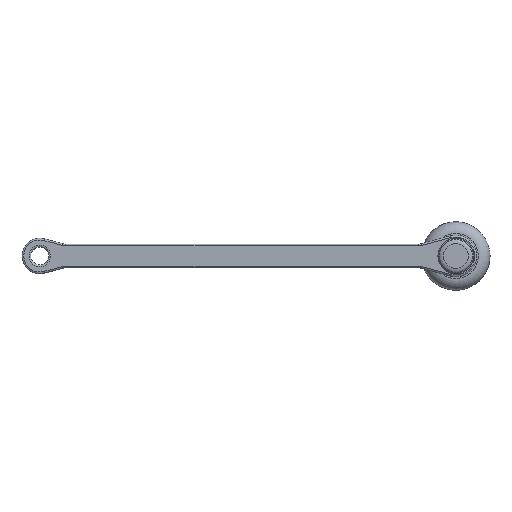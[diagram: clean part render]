
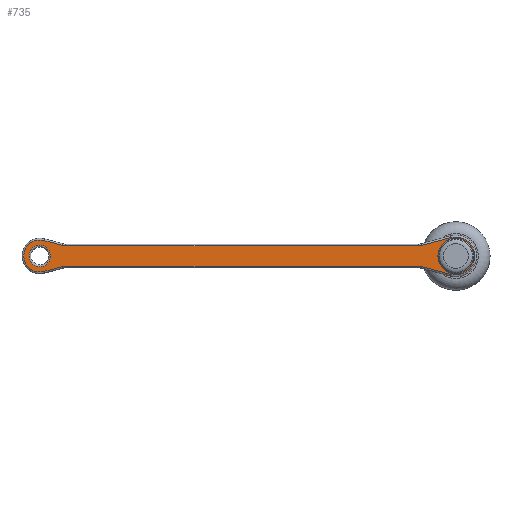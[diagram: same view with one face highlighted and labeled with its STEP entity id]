
A CAD part, left-side view. The second image highlights one B-rep face of the part: STEP entity #735.
In plain terms, the highlighted planar face has unit normal (-1, 0, 0).
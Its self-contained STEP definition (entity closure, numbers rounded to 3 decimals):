
#495=FACE_BOUND('',#1212,.T.);
#496=FACE_BOUND('',#1213,.T.);
#497=FACE_BOUND('',#1214,.T.);
#565=PLANE('',#3852);
#735=ADVANCED_FACE('',(#495,#496,#497),#565,.F.);
#1212=EDGE_LOOP('',(#2445));
#1213=EDGE_LOOP('',(#2446));
#1214=EDGE_LOOP('',(#2447,#2448,#2449,#2450,#2451,#2452,#2453,#2454,#2455,
#2456,#2457,#2458));
#1519=LINE('',#7708,#1668);
#1520=LINE('',#7713,#1669);
#1521=LINE('',#7717,#1670);
#1522=LINE('',#7721,#1671);
#1523=LINE('',#7725,#1672);
#1524=LINE('',#7729,#1673);
#1668=VECTOR('',#4682,1.);
#1669=VECTOR('',#4685,1.);
#1670=VECTOR('',#4688,1.);
#1671=VECTOR('',#4691,1.);
#1672=VECTOR('',#4694,1.);
#1673=VECTOR('',#4697,1.);
#2445=ORIENTED_EDGE('',*,*,#3293,.T.);
#2446=ORIENTED_EDGE('',*,*,#3294,.T.);
#2447=ORIENTED_EDGE('',*,*,#3295,.T.);
#2448=ORIENTED_EDGE('',*,*,#3296,.T.);
#2449=ORIENTED_EDGE('',*,*,#3297,.T.);
#2450=ORIENTED_EDGE('',*,*,#3298,.T.);
#2451=ORIENTED_EDGE('',*,*,#3299,.T.);
#2452=ORIENTED_EDGE('',*,*,#3300,.T.);
#2453=ORIENTED_EDGE('',*,*,#3301,.T.);
#2454=ORIENTED_EDGE('',*,*,#3302,.T.);
#2455=ORIENTED_EDGE('',*,*,#3303,.T.);
#2456=ORIENTED_EDGE('',*,*,#3304,.T.);
#2457=ORIENTED_EDGE('',*,*,#3305,.T.);
#2458=ORIENTED_EDGE('',*,*,#3306,.T.);
#2865=VERTEX_POINT('',#7705);
#2866=VERTEX_POINT('',#7707);
#2867=VERTEX_POINT('',#7709);
#2868=VERTEX_POINT('',#7710);
#2869=VERTEX_POINT('',#7712);
#2870=VERTEX_POINT('',#7714);
#2871=VERTEX_POINT('',#7716);
#2872=VERTEX_POINT('',#7718);
#2873=VERTEX_POINT('',#7720);
#2874=VERTEX_POINT('',#7722);
#2875=VERTEX_POINT('',#7724);
#2876=VERTEX_POINT('',#7726);
#2877=VERTEX_POINT('',#7728);
#2878=VERTEX_POINT('',#7730);
#3293=EDGE_CURVE('',#2865,#2865,#3494,.T.);
#3294=EDGE_CURVE('',#2866,#2866,#3495,.T.);
#3295=EDGE_CURVE('',#2867,#2868,#1519,.T.);
#3296=EDGE_CURVE('',#2868,#2869,#3496,.T.);
#3297=EDGE_CURVE('',#2869,#2870,#1520,.T.);
#3298=EDGE_CURVE('',#2870,#2871,#3497,.T.);
#3299=EDGE_CURVE('',#2871,#2872,#1521,.T.);
#3300=EDGE_CURVE('',#2872,#2873,#3498,.T.);
#3301=EDGE_CURVE('',#2873,#2874,#1522,.T.);
#3302=EDGE_CURVE('',#2874,#2875,#3499,.T.);
#3303=EDGE_CURVE('',#2875,#2876,#1523,.T.);
#3304=EDGE_CURVE('',#2876,#2877,#3500,.T.);
#3305=EDGE_CURVE('',#2877,#2878,#1524,.T.);
#3306=EDGE_CURVE('',#2878,#2867,#3501,.T.);
#3494=CIRCLE('',#3844,2.25);
#3495=CIRCLE('',#3845,1.8);
#3496=CIRCLE('',#3846,2.3);
#3497=CIRCLE('',#3847,2.3);
#3498=CIRCLE('',#3848,2.7);
#3499=CIRCLE('',#3849,2.3);
#3500=CIRCLE('',#3850,2.3);
#3501=CIRCLE('',#3851,3.2);
#3844=AXIS2_PLACEMENT_3D('',#7704,#4678,#4679);
#3845=AXIS2_PLACEMENT_3D('',#7706,#4680,#4681);
#3846=AXIS2_PLACEMENT_3D('',#7711,#4683,#4684);
#3847=AXIS2_PLACEMENT_3D('',#7715,#4686,#4687);
#3848=AXIS2_PLACEMENT_3D('',#7719,#4689,#4690);
#3849=AXIS2_PLACEMENT_3D('',#7723,#4692,#4693);
#3850=AXIS2_PLACEMENT_3D('',#7727,#4695,#4696);
#3851=AXIS2_PLACEMENT_3D('',#7731,#4698,#4699);
#3852=AXIS2_PLACEMENT_3D('',#7732,#4700,#4701);
#4678=DIRECTION('',(1.,0.,0.));
#4679=DIRECTION('',(0.,0.,-1.));
#4680=DIRECTION('',(1.,0.,0.));
#4681=DIRECTION('',(0.,0.,1.));
#4682=DIRECTION('',(0.,0.966,-0.259));
#4683=DIRECTION('',(1.,0.,0.));
#4684=DIRECTION('',(0.,0.,1.));
#4685=DIRECTION('',(0.,1.,0.));
#4686=DIRECTION('',(1.,0.,0.));
#4687=DIRECTION('',(0.,0.,1.));
#4688=DIRECTION('',(0.,0.966,0.259));
#4689=DIRECTION('',(-1.,0.,0.));
#4690=DIRECTION('',(0.,0.,1.));
#4691=DIRECTION('',(0.,-0.966,0.259));
#4692=DIRECTION('',(1.,0.,0.));
#4693=DIRECTION('',(0.,0.,1.));
#4694=DIRECTION('',(0.,-1.,0.));
#4695=DIRECTION('',(1.,0.,0.));
#4696=DIRECTION('',(0.,0.,1.));
#4697=DIRECTION('',(0.,-0.966,-0.259));
#4698=DIRECTION('',(-1.,0.,0.));
#4699=DIRECTION('',(0.,0.,1.));
#4700=DIRECTION('',(1.,0.,0.));
#4701=DIRECTION('',(0.,0.,1.));
#7704=CARTESIAN_POINT('',(1.5,0.,0.));
#7705=CARTESIAN_POINT('',(1.5,0.,-2.25));
#7706=CARTESIAN_POINT('',(1.5,70.,0.));
#7707=CARTESIAN_POINT('',(1.5,70.,1.8));
#7708=CARTESIAN_POINT('',(1.5,0.828,3.091));
#7709=CARTESIAN_POINT('',(1.5,0.828,3.091));
#7710=CARTESIAN_POINT('',(1.5,5.727,1.778));
#7711=CARTESIAN_POINT('',(1.5,6.322,4.));
#7712=CARTESIAN_POINT('',(1.5,6.322,1.7));
#7713=CARTESIAN_POINT('',(1.5,65.61,1.7));
#7714=CARTESIAN_POINT('',(1.5,65.61,1.7));
#7715=CARTESIAN_POINT('',(1.5,65.61,4.));
#7716=CARTESIAN_POINT('',(1.5,66.205,1.778));
#7717=CARTESIAN_POINT('',(1.5,69.301,2.608));
#7718=CARTESIAN_POINT('',(1.5,69.301,2.608));
#7719=CARTESIAN_POINT('',(1.5,70.,0.));
#7720=CARTESIAN_POINT('',(1.5,69.301,-2.608));
#7721=CARTESIAN_POINT('',(1.5,3.99,14.892));
#7722=CARTESIAN_POINT('',(1.5,66.205,-1.778));
#7723=CARTESIAN_POINT('',(1.5,65.61,-4.));
#7724=CARTESIAN_POINT('',(1.5,65.61,-1.7));
#7725=CARTESIAN_POINT('',(1.5,0.,-1.7));
#7726=CARTESIAN_POINT('',(1.5,6.322,-1.7));
#7727=CARTESIAN_POINT('',(1.5,6.322,-4.));
#7728=CARTESIAN_POINT('',(1.5,5.727,-1.778));
#7729=CARTESIAN_POINT('',(1.5,0.828,-3.091));
#7730=CARTESIAN_POINT('',(1.5,0.828,-3.091));
#7731=CARTESIAN_POINT('',(1.5,0.,0.));
#7732=CARTESIAN_POINT('',(1.5,0.,0.));
